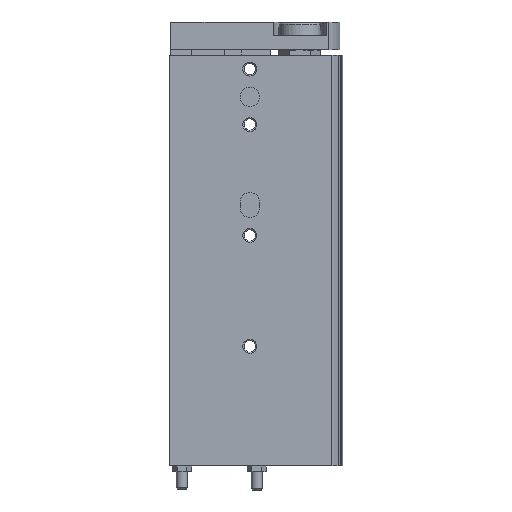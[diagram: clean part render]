
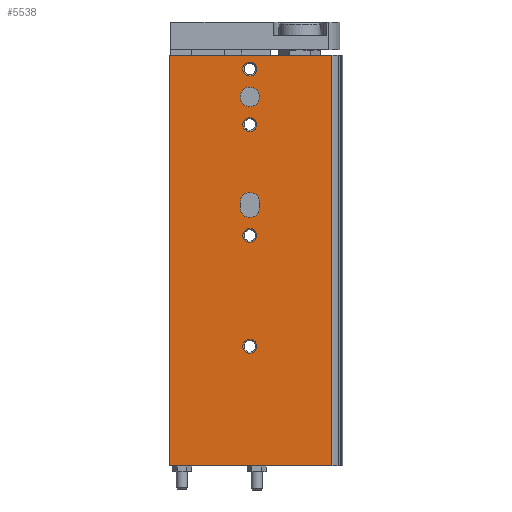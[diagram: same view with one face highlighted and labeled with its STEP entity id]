
A CAD part, front view. The second image highlights one B-rep face of the part: STEP entity #5538.
In plain terms, the highlighted planar face has unit normal (0, -1, 0).
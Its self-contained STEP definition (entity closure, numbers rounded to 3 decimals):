
#324=CIRCLE('',#5968,2.5);
#325=CIRCLE('',#5969,2.5);
#326=CIRCLE('',#5970,2.5);
#327=CIRCLE('',#5971,2.5);
#328=CIRCLE('',#5972,3.5);
#329=CIRCLE('',#5973,3.5);
#330=CIRCLE('',#5974,3.5);
#712=ORIENTED_EDGE('',*,*,#2253,.F.);
#713=ORIENTED_EDGE('',*,*,#2254,.F.);
#714=ORIENTED_EDGE('',*,*,#2255,.F.);
#715=ORIENTED_EDGE('',*,*,#2256,.F.);
#716=ORIENTED_EDGE('',*,*,#2257,.F.);
#717=ORIENTED_EDGE('',*,*,#2258,.F.);
#718=ORIENTED_EDGE('',*,*,#2259,.F.);
#719=ORIENTED_EDGE('',*,*,#2260,.F.);
#720=ORIENTED_EDGE('',*,*,#2261,.F.);
#721=ORIENTED_EDGE('',*,*,#2195,.T.);
#722=ORIENTED_EDGE('',*,*,#2262,.F.);
#723=ORIENTED_EDGE('',*,*,#2263,.F.);
#724=ORIENTED_EDGE('',*,*,#2251,.T.);
#2195=EDGE_CURVE('',#2972,#2971,#3493,.T.);
#2251=EDGE_CURVE('',#3014,#2972,#3523,.T.);
#2253=EDGE_CURVE('',#3015,#3015,#324,.T.);
#2254=EDGE_CURVE('',#3016,#3016,#325,.T.);
#2255=EDGE_CURVE('',#3017,#3017,#326,.T.);
#2256=EDGE_CURVE('',#3018,#3018,#327,.T.);
#2257=EDGE_CURVE('',#3019,#3020,#3524,.T.);
#2258=EDGE_CURVE('',#3021,#3019,#328,.F.);
#2259=EDGE_CURVE('',#3022,#3021,#3525,.T.);
#2260=EDGE_CURVE('',#3020,#3022,#329,.F.);
#2261=EDGE_CURVE('',#3023,#3023,#330,.F.);
#2262=EDGE_CURVE('',#3024,#2971,#3526,.T.);
#2263=EDGE_CURVE('',#3014,#3024,#3527,.T.);
#2971=VERTEX_POINT('',#8378);
#2972=VERTEX_POINT('',#8380);
#3014=VERTEX_POINT('',#8492);
#3015=VERTEX_POINT('',#8496);
#3016=VERTEX_POINT('',#8498);
#3017=VERTEX_POINT('',#8500);
#3018=VERTEX_POINT('',#8502);
#3019=VERTEX_POINT('',#8504);
#3020=VERTEX_POINT('',#8505);
#3021=VERTEX_POINT('',#8507);
#3022=VERTEX_POINT('',#8509);
#3023=VERTEX_POINT('',#8512);
#3024=VERTEX_POINT('',#8514);
#3493=LINE('',#8379,#3941);
#3523=LINE('',#8491,#3971);
#3524=LINE('',#8503,#3972);
#3525=LINE('',#8508,#3973);
#3526=LINE('',#8513,#3974);
#3527=LINE('',#8515,#3975);
#3941=VECTOR('',#6629,1000.);
#3971=VECTOR('',#6739,1000.);
#3972=VECTOR('',#6752,1000.);
#3973=VECTOR('',#6755,1000.);
#3974=VECTOR('',#6760,1000.);
#3975=VECTOR('',#6761,1000.);
#4375=EDGE_LOOP('',(#712));
#4376=EDGE_LOOP('',(#713));
#4377=EDGE_LOOP('',(#714));
#4378=EDGE_LOOP('',(#715));
#4379=EDGE_LOOP('',(#716,#717,#718,#719));
#4380=EDGE_LOOP('',(#720));
#4381=EDGE_LOOP('',(#721,#722,#723,#724));
#4862=FACE_BOUND('',#4375,.T.);
#4863=FACE_BOUND('',#4376,.T.);
#4864=FACE_BOUND('',#4377,.T.);
#4865=FACE_BOUND('',#4378,.T.);
#4866=FACE_BOUND('',#4379,.T.);
#4867=FACE_BOUND('',#4380,.T.);
#4868=FACE_BOUND('',#4381,.T.);
#5328=PLANE('',#5967);
#5538=ADVANCED_FACE('',(#4862,#4863,#4864,#4865,#4866,#4867,#4868),#5328,
 .F.);
#5967=AXIS2_PLACEMENT_3D('',#8494,#6742,#6743);
#5968=AXIS2_PLACEMENT_3D('',#8495,#6744,#6745);
#5969=AXIS2_PLACEMENT_3D('',#8497,#6746,#6747);
#5970=AXIS2_PLACEMENT_3D('',#8499,#6748,#6749);
#5971=AXIS2_PLACEMENT_3D('',#8501,#6750,#6751);
#5972=AXIS2_PLACEMENT_3D('',#8506,#6753,#6754);
#5973=AXIS2_PLACEMENT_3D('',#8510,#6756,#6757);
#5974=AXIS2_PLACEMENT_3D('',#8511,#6758,#6759);
#6629=DIRECTION('',(0.,0.,-1.));
#6739=DIRECTION('',(-1.,0.,0.));
#6742=DIRECTION('',(0.,1.,0.));
#6743=DIRECTION('',(0.,0.,1.));
#6744=DIRECTION('',(0.,-1.,0.));
#6745=DIRECTION('',(0.,0.,-1.));
#6746=DIRECTION('',(0.,-1.,0.));
#6747=DIRECTION('',(0.,0.,-1.));
#6748=DIRECTION('',(0.,-1.,0.));
#6749=DIRECTION('',(0.,0.,-1.));
#6750=DIRECTION('',(0.,-1.,0.));
#6751=DIRECTION('',(0.,0.,-1.));
#6752=DIRECTION('',(1.,0.,0.));
#6753=DIRECTION('',(0.,1.,0.));
#6754=DIRECTION('',(0.,0.,1.));
#6755=DIRECTION('',(-1.,0.,0.));
#6756=DIRECTION('',(0.,1.,0.));
#6757=DIRECTION('',(0.,0.,1.));
#6758=DIRECTION('',(0.,1.,0.));
#6759=DIRECTION('',(0.,0.,1.));
#6760=DIRECTION('',(-1.,0.,0.));
#6761=DIRECTION('',(0.,0.,-1.));
#8378=CARTESIAN_POINT('',(0.,0.,-31.25));
#8379=CARTESIAN_POINT('',(0.,0.,27.377));
#8380=CARTESIAN_POINT('',(0.,0.,27.377));
#8491=CARTESIAN_POINT('',(148.,0.,27.377));
#8492=CARTESIAN_POINT('',(148.,0.,27.377));
#8494=CARTESIAN_POINT('',(148.,0.,27.377));
#8495=CARTESIAN_POINT('',(105.,0.,-2.25));
#8496=CARTESIAN_POINT('',(105.,0.,-4.75));
#8497=CARTESIAN_POINT('',(65.,0.,-2.25));
#8498=CARTESIAN_POINT('',(65.,0.,-4.75));
#8499=CARTESIAN_POINT('',(25.,0.,-2.25));
#8500=CARTESIAN_POINT('',(25.,0.,-4.75));
#8501=CARTESIAN_POINT('',(5.,0.,-2.25));
#8502=CARTESIAN_POINT('',(5.,0.,-4.75));
#8503=CARTESIAN_POINT('',(148.,0.,-5.75));
#8504=CARTESIAN_POINT('',(53.,0.,-5.75));
#8505=CARTESIAN_POINT('',(55.,0.,-5.75));
#8506=CARTESIAN_POINT('',(53.,0.,-2.25));
#8507=CARTESIAN_POINT('',(53.,0.,1.25));
#8508=CARTESIAN_POINT('',(148.,0.,1.25));
#8509=CARTESIAN_POINT('',(55.,0.,1.25));
#8510=CARTESIAN_POINT('',(55.,0.,-2.25));
#8511=CARTESIAN_POINT('',(15.,0.,-2.25));
#8512=CARTESIAN_POINT('',(15.,0.,1.25));
#8513=CARTESIAN_POINT('',(148.,0.,-31.25));
#8514=CARTESIAN_POINT('',(148.,0.,-31.25));
#8515=CARTESIAN_POINT('',(148.,0.,27.377));
